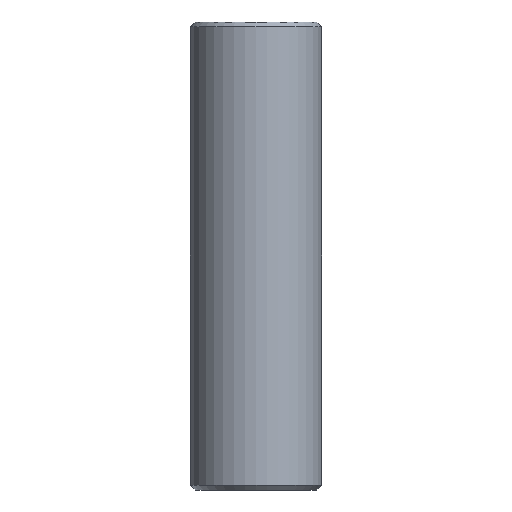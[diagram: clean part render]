
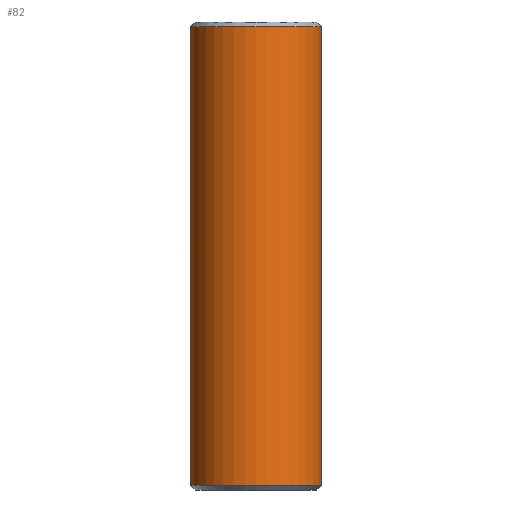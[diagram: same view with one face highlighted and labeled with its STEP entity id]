
A CAD part, front view. The second image highlights one B-rep face of the part: STEP entity #82.
In plain terms, the highlighted cylindrical face has radius 7 mm (diameter 14 mm), a partial arc.
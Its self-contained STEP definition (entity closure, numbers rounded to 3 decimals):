
#5 = EDGE_CURVE ( 'NONE', #96, #324, #293, .T. ) ;
#7 = EDGE_CURVE ( 'NONE', #95, #96, #189, .T. ) ;
#8 = EDGE_CURVE ( 'NONE', #324, #325, #193, .T. ) ;
#20 = EDGE_CURVE ( 'NONE', #95, #325, #214, .T. ) ;
#35 = AXIS2_PLACEMENT_3D ( 'NONE', #131, #134, #137 ) ;
#82 = ADVANCED_FACE ( 'NONE', ( #231 ), #276, .T. ) ;
#90 = AXIS2_PLACEMENT_3D ( 'NONE', #340, #342, #343 ) ;
#92 = AXIS2_PLACEMENT_3D ( 'NONE', #338, #344, #345 ) ;
#95 = VERTEX_POINT ( 'NONE', #150 ) ;
#96 = VERTEX_POINT ( 'NONE', #147 ) ;
#123 = CARTESIAN_POINT ( 'NONE',  ( 7., 0., 50. ) ) ;
#124 = DIRECTION ( 'NONE',  ( 0., 0., -1. ) ) ;
#131 = CARTESIAN_POINT ( 'NONE',  ( 0., 0., 50. ) ) ;
#134 = DIRECTION ( 'NONE',  ( 0., 0., -1. ) ) ;
#137 = DIRECTION ( 'NONE',  ( -1., 0., 0. ) ) ;
#147 = CARTESIAN_POINT ( 'NONE',  ( -7., 0., 49.5 ) ) ;
#150 = CARTESIAN_POINT ( 'NONE',  ( 7., 0., 49.5 ) ) ;
#167 = CARTESIAN_POINT ( 'NONE',  ( -7., 0., 0.5 ) ) ;
#170 = CARTESIAN_POINT ( 'NONE',  ( 7., 0., 0.5 ) ) ;
#189 = CIRCLE ( 'NONE', #90, 7. ) ;
#193 = CIRCLE ( 'NONE', #92, 7. ) ;
#205 = ORIENTED_EDGE ( 'NONE', *, *, #7, .T. ) ;
#214 = LINE ( 'NONE', #123, #261 ) ;
#226 = ORIENTED_EDGE ( 'NONE', *, *, #20, .F. ) ;
#231 = FACE_OUTER_BOUND ( 'NONE', #301, .T. ) ;
#261 = VECTOR ( 'NONE', #124, 1000. ) ;
#276 = CYLINDRICAL_SURFACE ( 'NONE', #35, 7. ) ;
#286 = ORIENTED_EDGE ( 'NONE', *, *, #5, .T. ) ;
#293 = LINE ( 'NONE', #333, #305 ) ;
#301 = EDGE_LOOP ( 'NONE', ( #226, #205, #286, #312 ) ) ;
#305 = VECTOR ( 'NONE', #339, 1000. ) ;
#312 = ORIENTED_EDGE ( 'NONE', *, *, #8, .T. ) ;
#324 = VERTEX_POINT ( 'NONE', #167 ) ;
#325 = VERTEX_POINT ( 'NONE', #170 ) ;
#333 = CARTESIAN_POINT ( 'NONE',  ( -7., 0., 50. ) ) ;
#338 = CARTESIAN_POINT ( 'NONE',  ( 0., 0., 0.5 ) ) ;
#339 = DIRECTION ( 'NONE',  ( 0., 0., -1. ) ) ;
#340 = CARTESIAN_POINT ( 'NONE',  ( 0., 0., 49.5 ) ) ;
#342 = DIRECTION ( 'NONE',  ( 0., 0., -1. ) ) ;
#343 = DIRECTION ( 'NONE',  ( 1., 0., 0. ) ) ;
#344 = DIRECTION ( 'NONE',  ( 0., 0., 1. ) ) ;
#345 = DIRECTION ( 'NONE',  ( 1., 0., 0. ) ) ;
